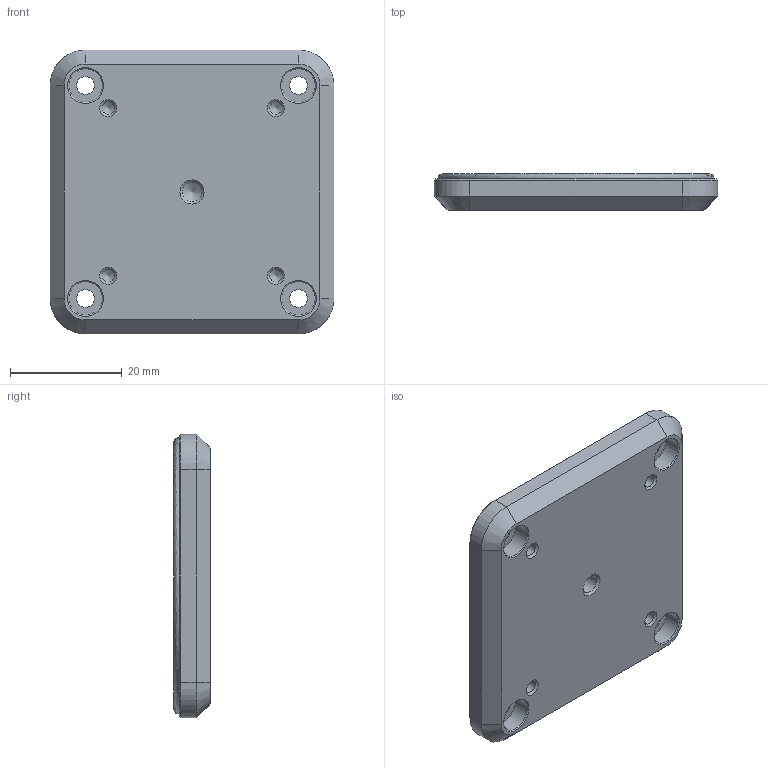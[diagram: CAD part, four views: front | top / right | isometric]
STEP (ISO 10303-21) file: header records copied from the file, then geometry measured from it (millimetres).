
FILE_DESCRIPTION (( 'STEP AP203' ), '1' );
FILE_NAME ('530115.STEP', '2025-04-27T07:51:33', ( 'Windows User' ), ( 'P R C' ), 'SwSTEP 2.0', 'SolidWorks 2020', '' );
FILE_SCHEMA (( 'CONFIG_CONTROL_DESIGN' ));
Length unit declared in the file: millimetre
Products named in the file (1): 530115
Bounding box: 50.8 x 6.55 x 50.8 mm (x, y, z)
Volume: 13074.9 mm3; surface area: 7643.3 mm2
Topology: 2 solids, 2 shells, 66 faces, 143 edges, 85 vertices
Faces by surface type: cone 26, plane 20, cylinder 19, bspline 1
Full cylindrical faces by diameter (mm): 2.261 x4, 3.2 x4, 3.454 x1, 6 x4, 45.72 x1, 49.53 x1
Entity records: 1653 total; most frequent: DIRECTION 290, CARTESIAN_POINT 289, ORIENTED_EDGE 198, AXIS2_PLACEMENT_3D 125, EDGE_LOOP 112, EDGE_CURVE 99, FACE_OUTER_BOUND 80, VERTEX_POINT 75
